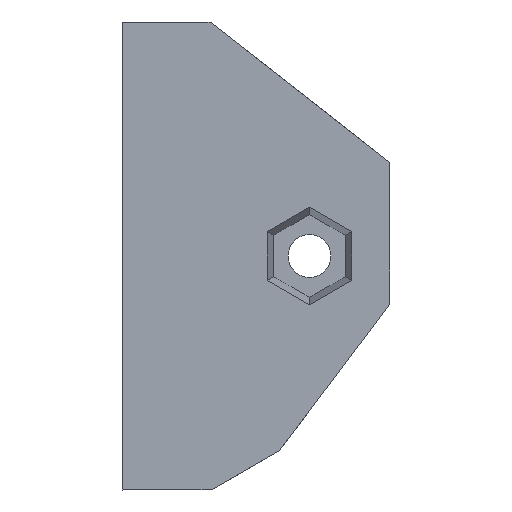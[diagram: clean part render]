
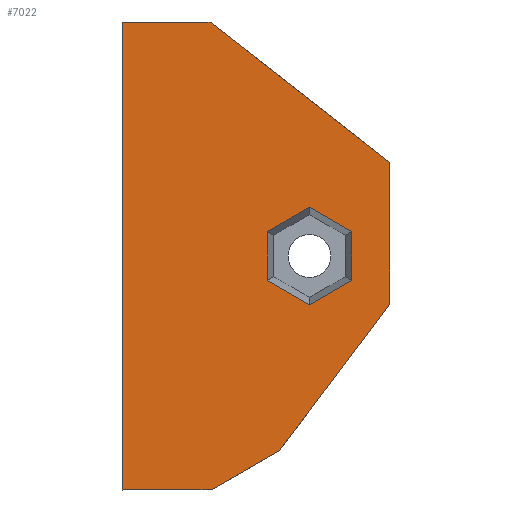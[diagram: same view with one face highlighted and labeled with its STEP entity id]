
A CAD part, left-side view. The second image highlights one B-rep face of the part: STEP entity #7022.
In plain terms, the highlighted planar face has unit normal (-1, 0, 0).
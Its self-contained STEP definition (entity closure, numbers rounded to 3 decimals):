
#77 = CARTESIAN_POINT ( 'NONE',  ( -12.5, -10.828, 24.331 ) ) ;
#80 = VECTOR ( 'NONE', #5383, 1000. ) ;
#169 = CARTESIAN_POINT ( 'NONE',  ( -12.5, -20., 18.896 ) ) ;
#192 = DIRECTION ( 'NONE',  ( 0., 0.602, -0.799 ) ) ;
#234 = ORIENTED_EDGE ( 'NONE', *, *, #7672, .F. ) ;
#237 = VERTEX_POINT ( 'NONE', #169 ) ;
#253 = AXIS2_PLACEMENT_3D ( 'NONE', #7521, #3774, #1297 ) ;
#278 = DIRECTION ( 'NONE',  ( 0., 0.866, -0.5 ) ) ;
#342 = ORIENTED_EDGE ( 'NONE', *, *, #2753, .F. ) ;
#345 = VERTEX_POINT ( 'NONE', #1585 ) ;
#477 = VECTOR ( 'NONE', #5192, 1000. ) ;
#504 = LINE ( 'NONE', #5293, #3995 ) ;
#531 = CARTESIAN_POINT ( 'NONE',  ( -12.5, -14., 18.837 ) ) ;
#795 = ORIENTED_EDGE ( 'NONE', *, *, #4844, .F. ) ;
#835 = CARTESIAN_POINT ( 'NONE',  ( -12.5, -20., 18.896 ) ) ;
#856 = CARTESIAN_POINT ( 'NONE',  ( -12.5, -10.828, 5. ) ) ;
#876 = EDGE_CURVE ( 'NONE', #1851, #7136, #5494, .T. ) ;
#1106 = VERTEX_POINT ( 'NONE', #5236 ) ;
#1222 = LINE ( 'NONE', #3922, #2203 ) ;
#1227 = FACE_OUTER_BOUND ( 'NONE', #7748, .T. ) ;
#1297 = DIRECTION ( 'NONE',  ( 0., 0., -1. ) ) ;
#1328 = CARTESIAN_POINT ( 'NONE',  ( -12.5, -11.752, 7.951 ) ) ;
#1518 = LINE ( 'NONE', #5496, #3555 ) ;
#1585 = CARTESIAN_POINT ( 'NONE',  ( -12.5, -6.641, 5. ) ) ;
#1608 = LINE ( 'NONE', #4884, #6375 ) ;
#1631 = CARTESIAN_POINT ( 'NONE',  ( -12.5, -6.561, 40. ) ) ;
#1697 = EDGE_CURVE ( 'NONE', #2274, #8038, #3505, .T. ) ;
#1740 = EDGE_CURVE ( 'NONE', #345, #6236, #504, .T. ) ;
#1851 = VERTEX_POINT ( 'NONE', #531 ) ;
#2091 = DIRECTION ( 'NONE',  ( 0., -1., 0. ) ) ;
#2104 = VECTOR ( 'NONE', #278, 1000. ) ;
#2130 = CARTESIAN_POINT ( 'NONE',  ( -12.5, 0., 5. ) ) ;
#2203 = VECTOR ( 'NONE', #2091, 1000. ) ;
#2204 = CARTESIAN_POINT ( 'NONE',  ( -12.5, 0., 5. ) ) ;
#2274 = VERTEX_POINT ( 'NONE', #5288 ) ;
#2306 = FACE_BOUND ( 'NONE', #7343, .T. ) ;
#2399 = CARTESIAN_POINT ( 'NONE',  ( -12.5, -14., 26.163 ) ) ;
#2423 = DIRECTION ( 'NONE',  ( 0., 0.866, -0.5 ) ) ;
#2429 = VERTEX_POINT ( 'NONE', #4358 ) ;
#2627 = EDGE_CURVE ( 'NONE', #6236, #3129, #7956, .T. ) ;
#2753 = EDGE_CURVE ( 'NONE', #1106, #1851, #3805, .T. ) ;
#2894 = EDGE_CURVE ( 'NONE', #7136, #5164, #7932, .T. ) ;
#2921 = CARTESIAN_POINT ( 'NONE',  ( -12.5, -10.828, 20.669 ) ) ;
#2948 = VECTOR ( 'NONE', #7099, 1000. ) ;
#2950 = CARTESIAN_POINT ( 'NONE',  ( -12.5, -14., 18.837 ) ) ;
#3009 = CARTESIAN_POINT ( 'NONE',  ( -12.5, -17.172, 24.331 ) ) ;
#3120 = VERTEX_POINT ( 'NONE', #77 ) ;
#3129 = VERTEX_POINT ( 'NONE', #7578 ) ;
#3183 = ORIENTED_EDGE ( 'NONE', *, *, #1740, .F. ) ;
#3228 = ORIENTED_EDGE ( 'NONE', *, *, #2627, .F. ) ;
#3302 = ORIENTED_EDGE ( 'NONE', *, *, #4610, .F. ) ;
#3505 = LINE ( 'NONE', #1631, #6717 ) ;
#3522 = ORIENTED_EDGE ( 'NONE', *, *, #1697, .F. ) ;
#3555 = VECTOR ( 'NONE', #8054, 1000. ) ;
#3561 = LINE ( 'NONE', #2399, #5675 ) ;
#3744 = LINE ( 'NONE', #1328, #2104 ) ;
#3774 = DIRECTION ( 'NONE',  ( 1., 0., 0. ) ) ;
#3801 = PLANE ( 'NONE',  #253 ) ;
#3805 = LINE ( 'NONE', #2921, #7733 ) ;
#3922 = CARTESIAN_POINT ( 'NONE',  ( -12.5, -20., 40. ) ) ;
#3995 = VECTOR ( 'NONE', #7842, 1000. ) ;
#4104 = VECTOR ( 'NONE', #6217, 1000. ) ;
#4128 = VECTOR ( 'NONE', #192, 1000. ) ;
#4358 = CARTESIAN_POINT ( 'NONE',  ( -12.5, -11.752, 7.951 ) ) ;
#4405 = ORIENTED_EDGE ( 'NONE', *, *, #2894, .F. ) ;
#4510 = CARTESIAN_POINT ( 'NONE',  ( -12.5, -17.172, 20.669 ) ) ;
#4610 = EDGE_CURVE ( 'NONE', #5528, #3120, #3561, .T. ) ;
#4770 = EDGE_CURVE ( 'NONE', #2429, #345, #3744, .T. ) ;
#4844 = EDGE_CURVE ( 'NONE', #3120, #1106, #6486, .T. ) ;
#4884 = CARTESIAN_POINT ( 'NONE',  ( -12.5, -20., 5. ) ) ;
#5089 = ORIENTED_EDGE ( 'NONE', *, *, #7996, .F. ) ;
#5115 = EDGE_CURVE ( 'NONE', #5164, #5528, #1518, .T. ) ;
#5140 = ORIENTED_EDGE ( 'NONE', *, *, #7082, .F. ) ;
#5164 = VERTEX_POINT ( 'NONE', #3009 ) ;
#5192 = DIRECTION ( 'NONE',  ( 0., 0., -1. ) ) ;
#5236 = CARTESIAN_POINT ( 'NONE',  ( -12.5, -10.828, 20.669 ) ) ;
#5288 = CARTESIAN_POINT ( 'NONE',  ( -12.5, -6.561, 40. ) ) ;
#5293 = CARTESIAN_POINT ( 'NONE',  ( -12.5, -20., 5. ) ) ;
#5382 = DIRECTION ( 'NONE',  ( 0., -0.866, -0.5 ) ) ;
#5383 = DIRECTION ( 'NONE',  ( 0., -0.866, 0.5 ) ) ;
#5494 = LINE ( 'NONE', #2950, #80 ) ;
#5496 = CARTESIAN_POINT ( 'NONE',  ( -12.5, -17.172, 24.331 ) ) ;
#5528 = VERTEX_POINT ( 'NONE', #6672 ) ;
#5656 = LINE ( 'NONE', #835, #4128 ) ;
#5675 = VECTOR ( 'NONE', #2423, 1000. ) ;
#5696 = CARTESIAN_POINT ( 'NONE',  ( -12.5, -20., 29.5 ) ) ;
#6217 = DIRECTION ( 'NONE',  ( 0., 0., 1. ) ) ;
#6236 = VERTEX_POINT ( 'NONE', #2204 ) ;
#6375 = VECTOR ( 'NONE', #7948, 1000. ) ;
#6486 = LINE ( 'NONE', #856, #477 ) ;
#6672 = CARTESIAN_POINT ( 'NONE',  ( -12.5, -14., 26.163 ) ) ;
#6717 = VECTOR ( 'NONE', #7144, 1000. ) ;
#6869 = CARTESIAN_POINT ( 'NONE',  ( -12.5, -17.172, 5. ) ) ;
#7022 = ADVANCED_FACE ( 'NONE', ( #2306, #1227 ), #3801, .F. ) ;
#7082 = EDGE_CURVE ( 'NONE', #3129, #2274, #1222, .T. ) ;
#7099 = DIRECTION ( 'NONE',  ( 0., 0., 1. ) ) ;
#7136 = VERTEX_POINT ( 'NONE', #4510 ) ;
#7144 = DIRECTION ( 'NONE',  ( 0., -0.788, -0.616 ) ) ;
#7343 = EDGE_LOOP ( 'NONE', ( #4405, #7433, #342, #795, #3302, #8021 ) ) ;
#7433 = ORIENTED_EDGE ( 'NONE', *, *, #876, .F. ) ;
#7521 = CARTESIAN_POINT ( 'NONE',  ( -12.5, -20., 5. ) ) ;
#7578 = CARTESIAN_POINT ( 'NONE',  ( -12.5, 0., 40. ) ) ;
#7672 = EDGE_CURVE ( 'NONE', #8038, #237, #1608, .T. ) ;
#7733 = VECTOR ( 'NONE', #5382, 1000. ) ;
#7748 = EDGE_LOOP ( 'NONE', ( #5140, #3228, #3183, #8029, #5089, #234, #3522 ) ) ;
#7842 = DIRECTION ( 'NONE',  ( 0., 1., 0. ) ) ;
#7932 = LINE ( 'NONE', #6869, #4104 ) ;
#7948 = DIRECTION ( 'NONE',  ( 0., 0., -1. ) ) ;
#7956 = LINE ( 'NONE', #2130, #2948 ) ;
#7996 = EDGE_CURVE ( 'NONE', #237, #2429, #5656, .T. ) ;
#8021 = ORIENTED_EDGE ( 'NONE', *, *, #5115, .F. ) ;
#8029 = ORIENTED_EDGE ( 'NONE', *, *, #4770, .F. ) ;
#8038 = VERTEX_POINT ( 'NONE', #5696 ) ;
#8054 = DIRECTION ( 'NONE',  ( 0., 0.866, 0.5 ) ) ;
